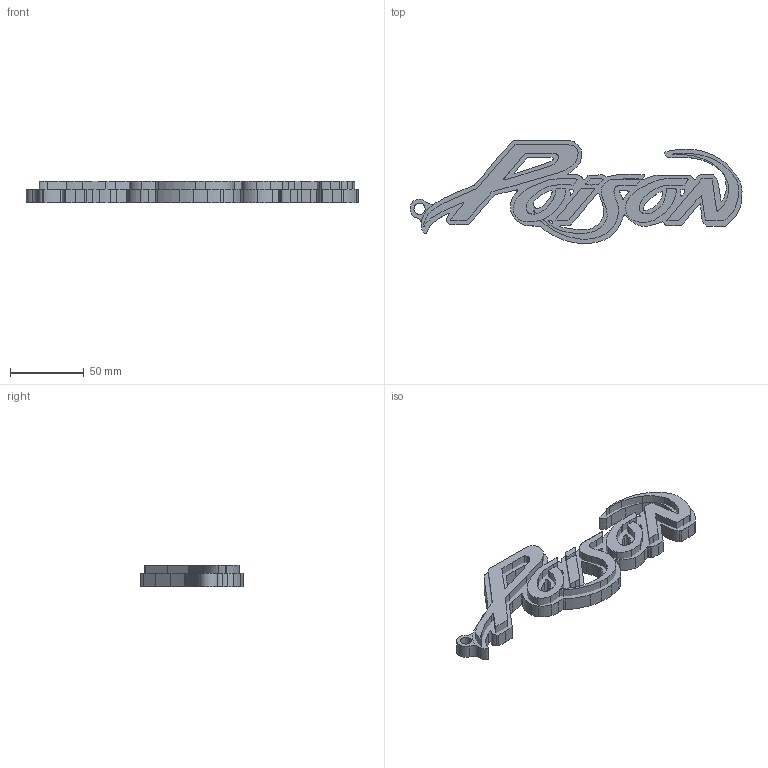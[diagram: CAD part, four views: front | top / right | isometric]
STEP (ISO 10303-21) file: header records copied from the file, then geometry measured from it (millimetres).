
FILE_DESCRIPTION(('FreeCAD Model'),'2;1');
FILE_NAME('Open CASCADE Shape Model','2025-04-27T21:38:32',('FreeCAD'),( 'FreeCAD'),'Open CASCADE STEP processor 7.6','FreeCAD','Unknown');
FILE_SCHEMA(('AUTOMOTIVE_DESIGN { 1 0 10303 214 1 1 1 1 }'));
Length unit declared in the file: millimetre
Products named in the file (1): Open CASCADE STEP translator 7.6 1
Bounding box: 225.38 x 69.79 x 14.48 mm (x, y, z)
Volume: 113469.9 mm3; surface area: 47870.6 mm2
Topology: 7 solids, 7 shells, 324 faces, 928 edges, 618 vertices
Faces by surface type: bspline 324
Entity records: 11430 total; most frequent: CARTESIAN_POINT 5747, ORIENTED_EDGE 1856, EDGE_CURVE 928, B_SPLINE_CURVE_WITH_KNOTS 920, VERTEX_POINT 618, FACE_BOUND 344, EDGE_LOOP 344, ADVANCED_FACE 324
